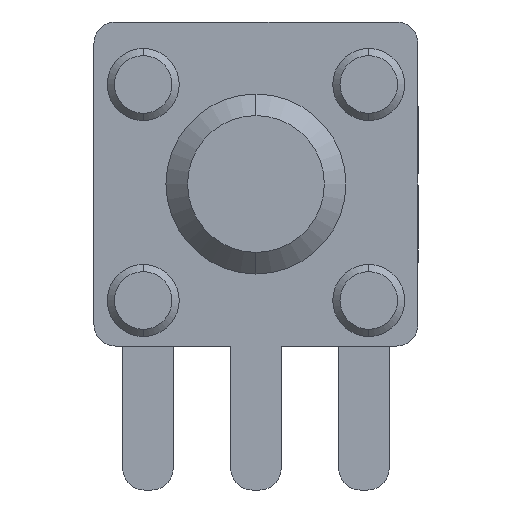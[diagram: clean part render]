
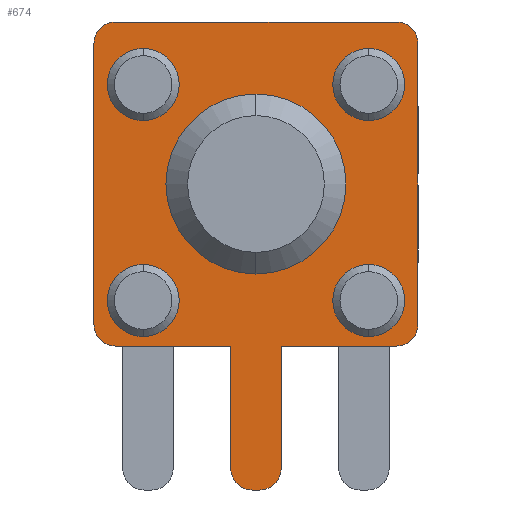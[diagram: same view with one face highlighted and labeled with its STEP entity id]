
A CAD part, front view. The second image highlights one B-rep face of the part: STEP entity #674.
In plain terms, the highlighted planar face has unit normal (0, -1, 0).
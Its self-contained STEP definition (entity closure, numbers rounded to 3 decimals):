
#121 = VERTEX_POINT('',#122);
#122 = CARTESIAN_POINT('',(1.566,-1.112,4.132
    ));
#128 = EDGE_CURVE('',#129,#121,#131,.T.);
#129 = VERTEX_POINT('',#130);
#130 = CARTESIAN_POINT('',(1.566,-1.112,3.132
    ));
#131 = CIRCLE('',#132,0.5);
#132 = AXIS2_PLACEMENT_3D('',#133,#134,#135);
#133 = CARTESIAN_POINT('',(1.566,-1.112,3.632
    ));
#134 = DIRECTION('',(0.,-1.,0.));
#135 = DIRECTION('',(0.,0.,1.));
#163 = VERTEX_POINT('',#164);
#164 = CARTESIAN_POINT('',(-1.566,-1.112,
    4.132));
#170 = EDGE_CURVE('',#171,#163,#173,.T.);
#171 = VERTEX_POINT('',#172);
#172 = CARTESIAN_POINT('',(-1.566,-1.112,
    3.132));
#173 = CIRCLE('',#174,0.5);
#174 = AXIS2_PLACEMENT_3D('',#175,#176,#177);
#175 = CARTESIAN_POINT('',(-1.566,-1.112,
    3.632));
#176 = DIRECTION('',(0.,-1.,0.));
#177 = DIRECTION('',(0.,0.,1.));
#205 = VERTEX_POINT('',#206);
#206 = CARTESIAN_POINT('',(-1.566,-1.112,
    1.132));
#212 = EDGE_CURVE('',#213,#205,#215,.T.);
#213 = VERTEX_POINT('',#214);
#214 = CARTESIAN_POINT('',(-1.566,-1.112,
    0.132));
#215 = CIRCLE('',#216,0.5);
#216 = AXIS2_PLACEMENT_3D('',#217,#218,#219);
#217 = CARTESIAN_POINT('',(-1.566,-1.112,
    0.632));
#218 = DIRECTION('',(0.,-1.,0.));
#219 = DIRECTION('',(0.,0.,1.));
#247 = VERTEX_POINT('',#248);
#248 = CARTESIAN_POINT('',(0.,-1.112,3.5));
#254 = EDGE_CURVE('',#255,#247,#257,.T.);
#255 = VERTEX_POINT('',#256);
#256 = CARTESIAN_POINT('',(0.,-1.112,1.));
#257 = CIRCLE('',#258,1.25);
#258 = AXIS2_PLACEMENT_3D('',#259,#260,#261);
#259 = CARTESIAN_POINT('',(0.,-1.112,2.25));
#260 = DIRECTION('',(0.,-1.,0.));
#261 = DIRECTION('',(0.,0.,1.));
#289 = VERTEX_POINT('',#290);
#290 = CARTESIAN_POINT('',(1.566,-1.112,1.132
    ));
#296 = EDGE_CURVE('',#297,#289,#299,.T.);
#297 = VERTEX_POINT('',#298);
#298 = CARTESIAN_POINT('',(1.566,-1.112,0.132
    ));
#299 = CIRCLE('',#300,0.5);
#300 = AXIS2_PLACEMENT_3D('',#301,#302,#303);
#301 = CARTESIAN_POINT('',(1.566,-1.112,0.632
    ));
#302 = DIRECTION('',(0.,-1.,0.));
#303 = DIRECTION('',(0.,0.,1.));
#339 = VERTEX_POINT('',#340);
#340 = CARTESIAN_POINT('',(-2.25,-1.112,0.3));
#346 = EDGE_CURVE('',#347,#339,#349,.T.);
#347 = VERTEX_POINT('',#348);
#348 = CARTESIAN_POINT('',(-2.25,-1.112,4.2));
#349 = LINE('',#350,#351);
#350 = CARTESIAN_POINT('',(-2.25,-1.112,4.5));
#351 = VECTOR('',#352,1.);
#352 = DIRECTION('',(0.,0.,-1.));
#368 = EDGE_CURVE('',#369,#371,#373,.T.);
#369 = VERTEX_POINT('',#370);
#370 = CARTESIAN_POINT('',(-1.95,-1.112,0.));
#371 = VERTEX_POINT('',#372);
#372 = CARTESIAN_POINT('',(-0.35,-1.112,0.));
#373 = LINE('',#374,#375);
#374 = CARTESIAN_POINT('',(-2.25,-1.112,0.));
#375 = VECTOR('',#376,1.);
#376 = DIRECTION('',(1.,0.,0.));
#417 = VERTEX_POINT('',#418);
#418 = CARTESIAN_POINT('',(-0.35,-1.112,-1.7));
#424 = EDGE_CURVE('',#371,#417,#425,.T.);
#425 = LINE('',#426,#427);
#426 = CARTESIAN_POINT('',(-0.35,-1.112,0.));
#427 = VECTOR('',#428,1.);
#428 = DIRECTION('',(0.,0.,-1.));
#449 = VERTEX_POINT('',#450);
#450 = CARTESIAN_POINT('',(-0.05,-1.112,-2.));
#456 = EDGE_CURVE('',#417,#449,#457,.T.);
#457 = CIRCLE('',#458,0.3);
#458 = AXIS2_PLACEMENT_3D('',#459,#460,#461);
#459 = CARTESIAN_POINT('',(-0.05,-1.112,-1.7));
#460 = DIRECTION('',(0.,-1.,0.));
#461 = DIRECTION('',(0.,0.,1.));
#481 = VERTEX_POINT('',#482);
#482 = CARTESIAN_POINT('',(0.05,-1.112,-2.));
#488 = EDGE_CURVE('',#449,#481,#489,.T.);
#489 = LINE('',#490,#491);
#490 = CARTESIAN_POINT('',(0.05,-1.112,-2.));
#491 = VECTOR('',#492,1.);
#492 = DIRECTION('',(1.,0.,0.));
#513 = VERTEX_POINT('',#514);
#514 = CARTESIAN_POINT('',(0.35,-1.112,-1.7));
#520 = EDGE_CURVE('',#481,#513,#521,.T.);
#521 = CIRCLE('',#522,0.3);
#522 = AXIS2_PLACEMENT_3D('',#523,#524,#525);
#523 = CARTESIAN_POINT('',(0.05,-1.112,-1.7));
#524 = DIRECTION('',(0.,-1.,0.));
#525 = DIRECTION('',(0.,0.,1.));
#545 = VERTEX_POINT('',#546);
#546 = CARTESIAN_POINT('',(0.35,-1.112,0.));
#552 = EDGE_CURVE('',#513,#545,#553,.T.);
#553 = LINE('',#554,#555);
#554 = CARTESIAN_POINT('',(0.35,-1.112,0.));
#555 = VECTOR('',#556,1.);
#556 = DIRECTION('',(0.,0.,1.));
#576 = VERTEX_POINT('',#577);
#577 = CARTESIAN_POINT('',(1.95,-1.112,0.));
#583 = EDGE_CURVE('',#545,#576,#584,.T.);
#584 = LINE('',#585,#586);
#585 = CARTESIAN_POINT('',(0.35,-1.112,0.));
#586 = VECTOR('',#587,1.);
#587 = DIRECTION('',(1.,0.,0.));
#598 = EDGE_CURVE('',#599,#601,#603,.T.);
#599 = VERTEX_POINT('',#600);
#600 = CARTESIAN_POINT('',(2.25,-1.112,0.3));
#601 = VERTEX_POINT('',#602);
#602 = CARTESIAN_POINT('',(2.25,-1.112,4.2));
#603 = LINE('',#604,#605);
#604 = CARTESIAN_POINT('',(2.25,-1.112,0.));
#605 = VECTOR('',#606,1.);
#606 = DIRECTION('',(0.,0.,1.));
#638 = EDGE_CURVE('',#639,#641,#643,.T.);
#639 = VERTEX_POINT('',#640);
#640 = CARTESIAN_POINT('',(1.95,-1.112,4.5));
#641 = VERTEX_POINT('',#642);
#642 = CARTESIAN_POINT('',(-1.95,-1.112,4.5));
#643 = LINE('',#644,#645);
#644 = CARTESIAN_POINT('',(2.25,-1.112,4.5));
#645 = VECTOR('',#646,1.);
#646 = DIRECTION('',(-1.,0.,0.));
#674 = ADVANCED_FACE('',(#675,#685,#695,#705,#715,#725),#765,.T.);
#675 = FACE_BOUND('',#676,.T.);
#676 = EDGE_LOOP('',(#677,#684));
#677 = ORIENTED_EDGE('',*,*,#678,.F.);
#678 = EDGE_CURVE('',#121,#129,#679,.T.);
#679 = CIRCLE('',#680,0.5);
#680 = AXIS2_PLACEMENT_3D('',#681,#682,#683);
#681 = CARTESIAN_POINT('',(1.566,-1.112,3.632
    ));
#682 = DIRECTION('',(0.,-1.,0.));
#683 = DIRECTION('',(0.,0.,1.));
#684 = ORIENTED_EDGE('',*,*,#128,.F.);
#685 = FACE_BOUND('',#686,.T.);
#686 = EDGE_LOOP('',(#687,#694));
#687 = ORIENTED_EDGE('',*,*,#688,.F.);
#688 = EDGE_CURVE('',#163,#171,#689,.T.);
#689 = CIRCLE('',#690,0.5);
#690 = AXIS2_PLACEMENT_3D('',#691,#692,#693);
#691 = CARTESIAN_POINT('',(-1.566,-1.112,
    3.632));
#692 = DIRECTION('',(0.,-1.,0.));
#693 = DIRECTION('',(0.,0.,1.));
#694 = ORIENTED_EDGE('',*,*,#170,.F.);
#695 = FACE_BOUND('',#696,.T.);
#696 = EDGE_LOOP('',(#697,#704));
#697 = ORIENTED_EDGE('',*,*,#698,.F.);
#698 = EDGE_CURVE('',#205,#213,#699,.T.);
#699 = CIRCLE('',#700,0.5);
#700 = AXIS2_PLACEMENT_3D('',#701,#702,#703);
#701 = CARTESIAN_POINT('',(-1.566,-1.112,
    0.632));
#702 = DIRECTION('',(0.,-1.,0.));
#703 = DIRECTION('',(0.,0.,1.));
#704 = ORIENTED_EDGE('',*,*,#212,.F.);
#705 = FACE_BOUND('',#706,.T.);
#706 = EDGE_LOOP('',(#707,#714));
#707 = ORIENTED_EDGE('',*,*,#708,.F.);
#708 = EDGE_CURVE('',#247,#255,#709,.T.);
#709 = CIRCLE('',#710,1.25);
#710 = AXIS2_PLACEMENT_3D('',#711,#712,#713);
#711 = CARTESIAN_POINT('',(0.,-1.112,2.25));
#712 = DIRECTION('',(0.,-1.,0.));
#713 = DIRECTION('',(0.,0.,1.));
#714 = ORIENTED_EDGE('',*,*,#254,.F.);
#715 = FACE_BOUND('',#716,.T.);
#716 = EDGE_LOOP('',(#717,#724));
#717 = ORIENTED_EDGE('',*,*,#718,.F.);
#718 = EDGE_CURVE('',#289,#297,#719,.T.);
#719 = CIRCLE('',#720,0.5);
#720 = AXIS2_PLACEMENT_3D('',#721,#722,#723);
#721 = CARTESIAN_POINT('',(1.566,-1.112,0.632
    ));
#722 = DIRECTION('',(0.,-1.,0.));
#723 = DIRECTION('',(0.,0.,1.));
#724 = ORIENTED_EDGE('',*,*,#296,.F.);
#725 = FACE_BOUND('',#726,.T.);
#726 = EDGE_LOOP('',(#727,#728,#735,#736,#737,#738,#739,#740,#741,#742,
    #749,#750,#757,#758));
#727 = ORIENTED_EDGE('',*,*,#346,.T.);
#728 = ORIENTED_EDGE('',*,*,#729,.T.);
#729 = EDGE_CURVE('',#339,#369,#730,.T.);
#730 = CIRCLE('',#731,0.3);
#731 = AXIS2_PLACEMENT_3D('',#732,#733,#734);
#732 = CARTESIAN_POINT('',(-1.95,-1.112,0.3));
#733 = DIRECTION('',(0.,-1.,0.));
#734 = DIRECTION('',(0.,0.,1.));
#735 = ORIENTED_EDGE('',*,*,#368,.T.);
#736 = ORIENTED_EDGE('',*,*,#424,.T.);
#737 = ORIENTED_EDGE('',*,*,#456,.T.);
#738 = ORIENTED_EDGE('',*,*,#488,.T.);
#739 = ORIENTED_EDGE('',*,*,#520,.T.);
#740 = ORIENTED_EDGE('',*,*,#552,.T.);
#741 = ORIENTED_EDGE('',*,*,#583,.T.);
#742 = ORIENTED_EDGE('',*,*,#743,.T.);
#743 = EDGE_CURVE('',#576,#599,#744,.T.);
#744 = CIRCLE('',#745,0.3);
#745 = AXIS2_PLACEMENT_3D('',#746,#747,#748);
#746 = CARTESIAN_POINT('',(1.95,-1.112,0.3));
#747 = DIRECTION('',(0.,-1.,0.));
#748 = DIRECTION('',(0.,0.,1.));
#749 = ORIENTED_EDGE('',*,*,#598,.T.);
#750 = ORIENTED_EDGE('',*,*,#751,.T.);
#751 = EDGE_CURVE('',#601,#639,#752,.T.);
#752 = CIRCLE('',#753,0.3);
#753 = AXIS2_PLACEMENT_3D('',#754,#755,#756);
#754 = CARTESIAN_POINT('',(1.95,-1.112,4.2));
#755 = DIRECTION('',(0.,-1.,0.));
#756 = DIRECTION('',(0.,0.,1.));
#757 = ORIENTED_EDGE('',*,*,#638,.T.);
#758 = ORIENTED_EDGE('',*,*,#759,.T.);
#759 = EDGE_CURVE('',#641,#347,#760,.T.);
#760 = CIRCLE('',#761,0.3);
#761 = AXIS2_PLACEMENT_3D('',#762,#763,#764);
#762 = CARTESIAN_POINT('',(-1.95,-1.112,4.2));
#763 = DIRECTION('',(0.,-1.,0.));
#764 = DIRECTION('',(0.,0.,1.));
#765 = PLANE('',#766);
#766 = AXIS2_PLACEMENT_3D('',#767,#768,#769);
#767 = CARTESIAN_POINT('',(-0.05,-1.112,-1.7));
#768 = DIRECTION('',(0.,-1.,0.));
#769 = DIRECTION('',(0.,0.,1.));
